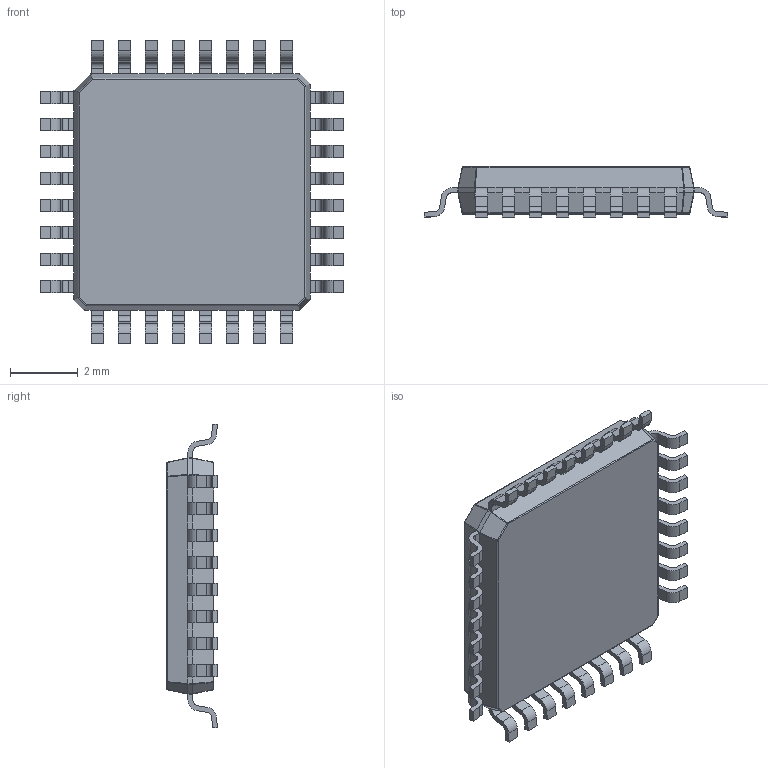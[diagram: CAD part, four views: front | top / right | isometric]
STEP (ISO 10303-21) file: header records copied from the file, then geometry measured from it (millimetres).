
FILE_DESCRIPTION (( 'STEP AP214' ), '1' );
FILE_NAME ('R7FA0E1073CFJ#BA0.STEP', '2024-04-08T13:19:59', ( 'Tashadra' ), ( '' ), 'SwSTEP 2.0', 'SolidWorks 2016', '' );
FILE_SCHEMA (( 'AUTOMOTIVE_DESIGN' ));
Length unit declared in the file: millimetre
Products named in the file (1): R7FA0E1073CFJ#BA0
Bounding box: 9 x 1.5 x 9 mm (x, y, z)
Volume: 68.5 mm3; surface area: 176 mm2
Topology: 1 solids, 1 shells, 533 faces, 1430 edges, 884 vertices
Faces by surface type: plane 347, cylinder 170, sphere 16
Entity records: 20858 total; most frequent: CARTESIAN_POINT 2880, ORIENTED_EDGE 2828, DIRECTION 2774, EDGE_CURVE 1414, LINE 1090, VECTOR 1090, VERTEX_POINT 884, AXIS2_PLACEMENT_3D 842
